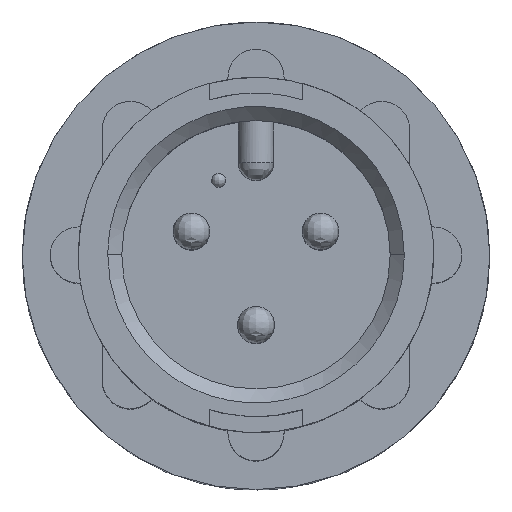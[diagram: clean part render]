
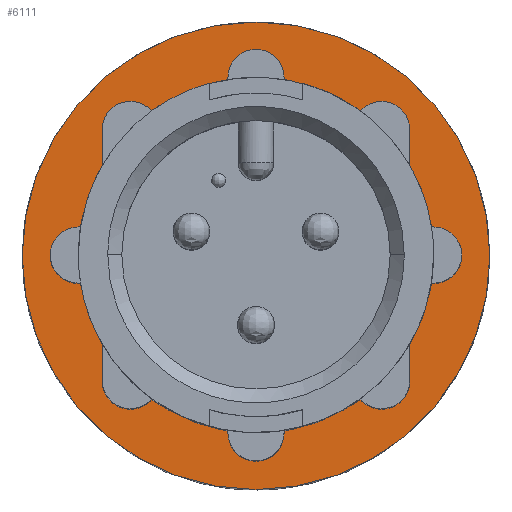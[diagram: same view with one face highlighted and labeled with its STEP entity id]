
A CAD part, top view. The second image highlights one B-rep face of the part: STEP entity #6111.
In plain terms, the highlighted planar face has unit normal (0, 0, 1).
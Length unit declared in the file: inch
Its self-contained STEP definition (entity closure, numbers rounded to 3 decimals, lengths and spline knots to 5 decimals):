
#3653 = PLANE ( 'NONE',  #6633 ) ;
#3654 = CARTESIAN_POINT ( 'NONE',  ( 0., 0.1725, -0.672 ) ) ;
#3655 = DIRECTION ( 'NONE',  ( 0., 0., 1. ) ) ;
#3656 = DIRECTION ( 'NONE',  ( 1., 0., 0. ) ) ;
#4141 = CARTESIAN_POINT ( 'NONE',  ( 0.25, 0., -0.672 ) ) ;
#4145 = CARTESIAN_POINT ( 'NONE',  ( 0.1705, 0., -0.672 ) ) ;
#4148 = CARTESIAN_POINT ( 'NONE',  ( -0.1705, 0., -0.672 ) ) ;
#4154 = CARTESIAN_POINT ( 'NONE',  ( -0.25, 0., -0.672 ) ) ;
#4367 = CARTESIAN_POINT ( 'NONE',  ( 0., 0., -0.672 ) ) ;
#4368 = DIRECTION ( 'NONE',  ( 0., 0., -1. ) ) ;
#4369 = DIRECTION ( 'NONE',  ( 1., 0., 0. ) ) ;
#5493 = CIRCLE ( 'NONE', #6776, 0.1705 ) ;
#5572 = CIRCLE ( 'NONE', #6535, 0.25 ) ;
#5605 = CIRCLE ( 'NONE', #6718, 0.1705 ) ;
#5680 = EDGE_CURVE ( 'NONE', #7589, #7586, #5605, .T. ) ;
#5685 = CIRCLE ( 'NONE', #6482, 0.25 ) ;
#5893 = EDGE_CURVE ( 'NONE', #7580, #7595, #5685, .T. ) ;
#5952 = EDGE_CURVE ( 'NONE', #7586, #7589, #5493, .T. ) ;
#5959 = EDGE_CURVE ( 'NONE', #7595, #7580, #5572, .T. ) ;
#6111 = ADVANCED_FACE ( 'NONE', ( #6512, #6893 ), #3653, .T. ) ;
#6482 = AXIS2_PLACEMENT_3D ( 'NONE', #10515, #10516, #10517 ) ;
#6512 = FACE_BOUND ( 'NONE', #7018, .T. ) ;
#6535 = AXIS2_PLACEMENT_3D ( 'NONE', #10974, #10975, #10976 ) ;
#6633 = AXIS2_PLACEMENT_3D ( 'NONE', #3654, #3655, #3656 ) ;
#6718 = AXIS2_PLACEMENT_3D ( 'NONE', #4367, #4368, #4369 ) ;
#6776 = AXIS2_PLACEMENT_3D ( 'NONE', #10939, #10940, #10941 ) ;
#6893 = FACE_OUTER_BOUND ( 'NONE', #7290, .T. ) ;
#7018 = EDGE_LOOP ( 'NONE', ( #8357, #8356 ) ) ;
#7290 = EDGE_LOOP ( 'NONE', ( #8355, #8353 ) ) ;
#7580 = VERTEX_POINT ( 'NONE', #4141 ) ;
#7586 = VERTEX_POINT ( 'NONE', #4145 ) ;
#7589 = VERTEX_POINT ( 'NONE', #4148 ) ;
#7595 = VERTEX_POINT ( 'NONE', #4154 ) ;
#8353 = ORIENTED_EDGE ( 'NONE', *, *, #5959, .F. ) ;
#8355 = ORIENTED_EDGE ( 'NONE', *, *, #5893, .F. ) ;
#8356 = ORIENTED_EDGE ( 'NONE', *, *, #5680, .T. ) ;
#8357 = ORIENTED_EDGE ( 'NONE', *, *, #5952, .T. ) ;
#10515 = CARTESIAN_POINT ( 'NONE',  ( 0., 0., -0.672 ) ) ;
#10516 = DIRECTION ( 'NONE',  ( 0., 0., -1. ) ) ;
#10517 = DIRECTION ( 'NONE',  ( 1., 0., 0. ) ) ;
#10939 = CARTESIAN_POINT ( 'NONE',  ( 0., 0., -0.672 ) ) ;
#10940 = DIRECTION ( 'NONE',  ( 0., 0., -1. ) ) ;
#10941 = DIRECTION ( 'NONE',  ( 1., 0., 0. ) ) ;
#10974 = CARTESIAN_POINT ( 'NONE',  ( 0., 0., -0.672 ) ) ;
#10975 = DIRECTION ( 'NONE',  ( 0., 0., -1. ) ) ;
#10976 = DIRECTION ( 'NONE',  ( 1., 0., 0. ) ) ;
